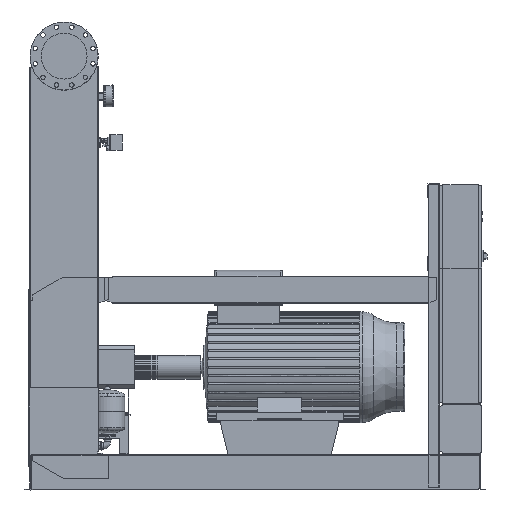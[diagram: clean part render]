
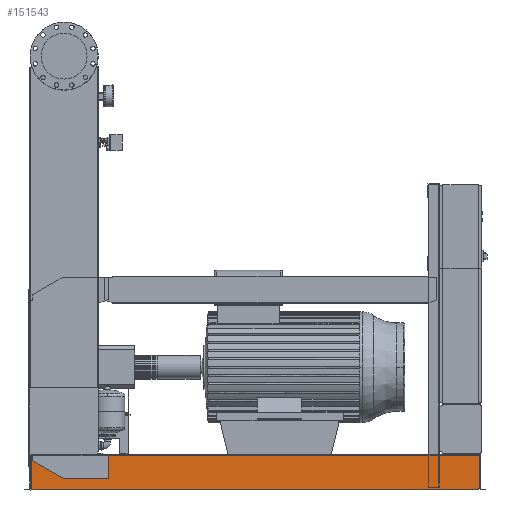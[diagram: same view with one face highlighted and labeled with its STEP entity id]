
A CAD part, front view. The second image highlights one B-rep face of the part: STEP entity #151543.
In plain terms, the highlighted free-form (B-spline) face has degree [1, 1] with [2, 2] control points.
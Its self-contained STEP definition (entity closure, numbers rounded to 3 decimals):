
#146484=CARTESIAN_POINT('',(-191.0,-738.5,202.));
#146485=VERTEX_POINT('',#146484);
#146492=CARTESIAN_POINT('',(-191.0,-738.5,208.));
#146493=VERTEX_POINT('',#146492);
#146494=CARTESIAN_POINT('',(-191.0,-738.5,202.));
#146495=DIRECTION('',(0.0,0.0,1.0));
#146496=VECTOR('',#146495,6.);
#146497=LINE('',#146494,#146496);
#146498=EDGE_CURVE('',#146485,#146493,#146497,.T.);
#149817=CARTESIAN_POINT('',(2462.,-738.5,208.));
#149818=VERTEX_POINT('',#149817);
#149819=CARTESIAN_POINT('',(-191.0,-738.5,208.));
#149820=DIRECTION('',(1.0,0.0,0.0));
#149821=VECTOR('',#149820,2653.);
#149822=LINE('',#149819,#149821);
#149823=EDGE_CURVE('',#146493,#149818,#149822,.T.);
#151120=CARTESIAN_POINT('',(2470.,-738.5,202.));
#151121=VERTEX_POINT('',#151120);
#151128=CARTESIAN_POINT('',(2470.,-738.5,112.689));
#151129=VERTEX_POINT('',#151128);
#151130=CARTESIAN_POINT('',(2470.,-738.5,112.689));
#151131=DIRECTION('',(0.0,0.0,1.0));
#151132=VECTOR('',#151131,89.311);
#151133=LINE('',#151130,#151132);
#151134=EDGE_CURVE('',#151129,#151121,#151133,.T.);
#151457=CARTESIAN_POINT('',(-199.,-738.5,3.));
#151458=CARTESIAN_POINT('',(-199.,-738.5,208.));
#151459=CARTESIAN_POINT('',(2470.,-738.5,3.));
#151460=CARTESIAN_POINT('',(2470.,-738.5,208.));
#151461=B_SPLINE_SURFACE_WITH_KNOTS('',1,1,((#151457,#151459),(#151458,#151460)),.UNSPECIFIED.,.F.,.F.,.U.,(2,2),(2,2),(0.0,205.),(0.0,2669.0),.UNSPECIFIED.);
#151462=CARTESIAN_POINT('',(2470.,-738.5,6.));
#151463=VERTEX_POINT('',#151462);
#151464=CARTESIAN_POINT('',(2470.,-738.5,6.));
#151465=DIRECTION('',(0.0,0.0,1.0));
#151466=VECTOR('',#151465,106.689);
#151467=LINE('',#151464,#151466);
#151468=EDGE_CURVE('',#151463,#151129,#151467,.T.);
#151469=ORIENTED_EDGE('',*,*,#151468,.T.);
#151470=ORIENTED_EDGE('',*,*,#151134,.T.);
#151471=CARTESIAN_POINT('',(2462.,-738.5,202.));
#151472=VERTEX_POINT('',#151471);
#151473=CARTESIAN_POINT('',(2470.,-738.5,202.));
#151474=DIRECTION('',(-1.0,0.0,0.0));
#151475=VECTOR('',#151474,8.0);
#151476=LINE('',#151473,#151475);
#151477=EDGE_CURVE('',#151121,#151472,#151476,.T.);
#151478=ORIENTED_EDGE('',*,*,#151477,.T.);
#151479=CARTESIAN_POINT('',(2462.,-738.5,208.));
#151480=DIRECTION('',(0.0,0.0,-1.0));
#151481=VECTOR('',#151480,6.);
#151482=LINE('',#151479,#151481);
#151483=EDGE_CURVE('',#149818,#151472,#151482,.T.);
#151484=ORIENTED_EDGE('',*,*,#151483,.F.);
#151485=ORIENTED_EDGE('',*,*,#149823,.F.);
#151486=ORIENTED_EDGE('',*,*,#146498,.F.);
#151487=CARTESIAN_POINT('',(-199.,-738.5,202.));
#151488=VERTEX_POINT('',#151487);
#151489=CARTESIAN_POINT('',(-191.0,-738.5,202.));
#151490=DIRECTION('',(-1.0,0.0,0.0));
#151491=VECTOR('',#151490,8.);
#151492=LINE('',#151489,#151491);
#151493=EDGE_CURVE('',#146485,#151488,#151492,.T.);
#151494=ORIENTED_EDGE('',*,*,#151493,.T.);
#151495=CARTESIAN_POINT('',(-199.,-738.5,6.));
#151496=VERTEX_POINT('',#151495);
#151497=CARTESIAN_POINT('',(-199.,-738.5,202.));
#151498=DIRECTION('',(0.0,0.0,-1.0));
#151499=VECTOR('',#151498,196.);
#151500=LINE('',#151497,#151499);
#151501=EDGE_CURVE('',#151488,#151496,#151500,.T.);
#151502=ORIENTED_EDGE('',*,*,#151501,.T.);
#151503=CARTESIAN_POINT('',(-191.0,-738.5,6.));
#151504=VERTEX_POINT('',#151503);
#151505=CARTESIAN_POINT('',(-199.,-738.5,6.));
#151506=DIRECTION('',(1.0,0.0,0.0));
#151507=VECTOR('',#151506,8.);
#151508=LINE('',#151505,#151507);
#151509=EDGE_CURVE('',#151496,#151504,#151508,.T.);
#151510=ORIENTED_EDGE('',*,*,#151509,.T.);
#151511=CARTESIAN_POINT('',(-191.0,-738.5,3.));
#151512=VERTEX_POINT('',#151511);
#151513=CARTESIAN_POINT('',(-191.0,-738.5,3.));
#151514=DIRECTION('',(0.0,0.0,1.0));
#151515=VECTOR('',#151514,3.);
#151516=LINE('',#151513,#151515);
#151517=EDGE_CURVE('',#151512,#151504,#151516,.T.);
#151518=ORIENTED_EDGE('',*,*,#151517,.F.);
#151519=CARTESIAN_POINT('',(2462.,-738.5,3.));
#151520=VERTEX_POINT('',#151519);
#151521=CARTESIAN_POINT('',(2462.,-738.5,3.));
#151522=DIRECTION('',(-1.0,0.0,0.0));
#151523=VECTOR('',#151522,2653.);
#151524=LINE('',#151521,#151523);
#151525=EDGE_CURVE('',#151520,#151512,#151524,.T.);
#151526=ORIENTED_EDGE('',*,*,#151525,.F.);
#151527=CARTESIAN_POINT('',(2462.,-738.5,6.));
#151528=VERTEX_POINT('',#151527);
#151529=CARTESIAN_POINT('',(2462.,-738.5,6.));
#151530=DIRECTION('',(0.0,0.0,-1.0));
#151531=VECTOR('',#151530,3.);
#151532=LINE('',#151529,#151531);
#151533=EDGE_CURVE('',#151528,#151520,#151532,.T.);
#151534=ORIENTED_EDGE('',*,*,#151533,.F.);
#151535=CARTESIAN_POINT('',(2462.,-738.5,6.));
#151536=DIRECTION('',(1.0,0.0,0.0));
#151537=VECTOR('',#151536,8.0);
#151538=LINE('',#151535,#151537);
#151539=EDGE_CURVE('',#151528,#151463,#151538,.T.);
#151540=ORIENTED_EDGE('',*,*,#151539,.T.);
#151541=EDGE_LOOP('',(#151469,#151470,#151478,#151484,#151485,#151486,#151494,#151502,#151510,#151518,#151526,#151534,#151540));
#151542=FACE_OUTER_BOUND('',#151541,.T.);
#151543=ADVANCED_FACE('',(#151542),#151461,.F.);
